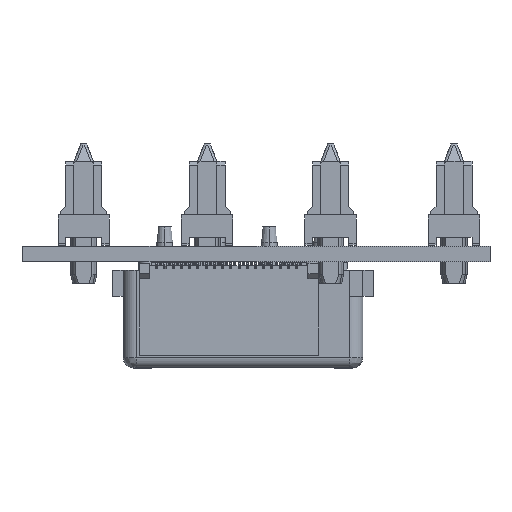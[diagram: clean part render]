
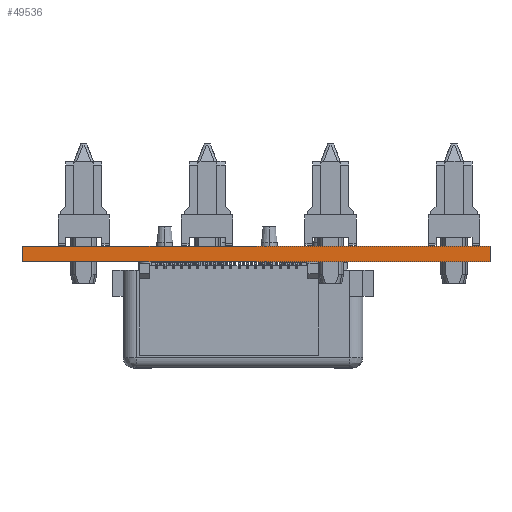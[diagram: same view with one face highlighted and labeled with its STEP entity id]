
A CAD part, front view. The second image highlights one B-rep face of the part: STEP entity #49536.
In plain terms, the highlighted planar face has unit normal (0, -1, 0).
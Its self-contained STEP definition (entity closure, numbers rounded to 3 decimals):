
#49536 = ADVANCED_FACE('',(#49537),#49571,.T.);
#49537 = FACE_BOUND('',#49538,.T.);
#49538 = EDGE_LOOP('',(#49539,#49549,#49557,#49565));
#49539 = ORIENTED_EDGE('',*,*,#49540,.T.);
#49540 = EDGE_CURVE('',#49541,#49543,#49545,.T.);
#49541 = VERTEX_POINT('',#49542);
#49542 = CARTESIAN_POINT('',(73.5,-170.85,0.));
#49543 = VERTEX_POINT('',#49544);
#49544 = CARTESIAN_POINT('',(73.5,-170.85,1.51));
#49545 = LINE('',#49546,#49547);
#49546 = CARTESIAN_POINT('',(73.5,-170.85,0.));
#49547 = VECTOR('',#49548,1.);
#49548 = DIRECTION('',(0.,0.,1.));
#49549 = ORIENTED_EDGE('',*,*,#49550,.T.);
#49550 = EDGE_CURVE('',#49543,#49551,#49553,.T.);
#49551 = VERTEX_POINT('',#49552);
#49552 = CARTESIAN_POINT('',(28.,-170.85,1.51));
#49553 = LINE('',#49554,#49555);
#49554 = CARTESIAN_POINT('',(73.5,-170.85,1.51));
#49555 = VECTOR('',#49556,1.);
#49556 = DIRECTION('',(-1.,0.,0.));
#49557 = ORIENTED_EDGE('',*,*,#49558,.F.);
#49558 = EDGE_CURVE('',#49559,#49551,#49561,.T.);
#49559 = VERTEX_POINT('',#49560);
#49560 = CARTESIAN_POINT('',(28.,-170.85,0.));
#49561 = LINE('',#49562,#49563);
#49562 = CARTESIAN_POINT('',(28.,-170.85,0.));
#49563 = VECTOR('',#49564,1.);
#49564 = DIRECTION('',(0.,0.,1.));
#49565 = ORIENTED_EDGE('',*,*,#49566,.F.);
#49566 = EDGE_CURVE('',#49541,#49559,#49567,.T.);
#49567 = LINE('',#49568,#49569);
#49568 = CARTESIAN_POINT('',(73.5,-170.85,0.));
#49569 = VECTOR('',#49570,1.);
#49570 = DIRECTION('',(-1.,0.,0.));
#49571 = PLANE('',#49572);
#49572 = AXIS2_PLACEMENT_3D('',#49573,#49574,#49575);
#49573 = CARTESIAN_POINT('',(73.5,-170.85,0.));
#49574 = DIRECTION('',(0.,-1.,0.));
#49575 = DIRECTION('',(-1.,0.,0.));
